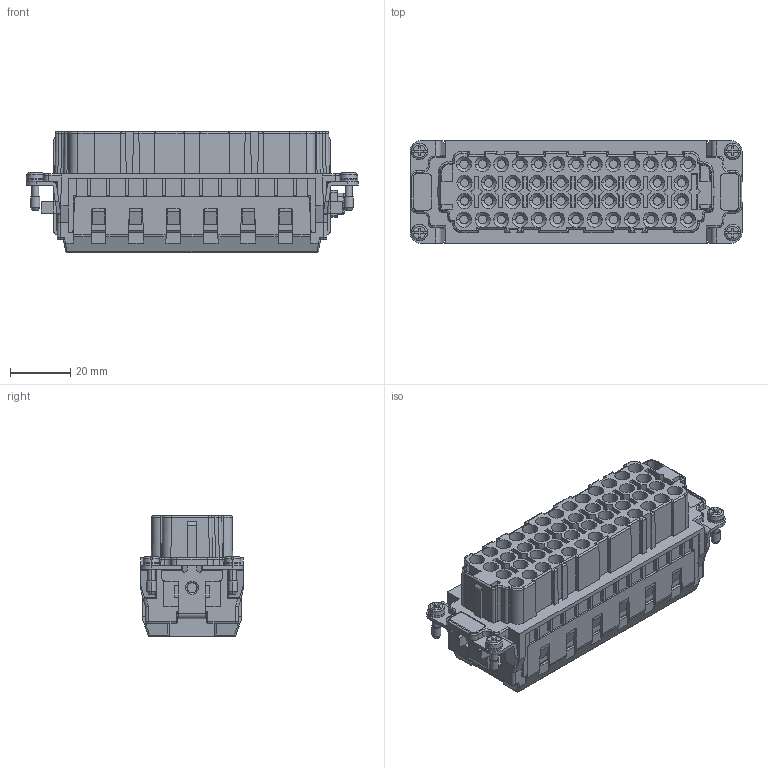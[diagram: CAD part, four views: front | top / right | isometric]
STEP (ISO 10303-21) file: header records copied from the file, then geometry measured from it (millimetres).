
FILE_DESCRIPTION(('Creo Elements/Direct Modeling STEP Export'),'2;1');
FILE_NAME('37jbk2e5pq6q66c2256','2023-03-20T13:40:49',(''),(''),'Creo Elements/Direct Modeling STEP processor for AP214 (Solid Model)','Creo Elements/Direct Modeling 20.1B 02-Apr-2019 (C) Parametric Technology GmbH','');
FILE_SCHEMA(('AUTOMOTIVE_DESIGN { 1 0 10303 214 1 1 1 1 }'));
Products named in the file (2): CQEYF 46
Assembly tree (1 placements, depth 2):
  CQEYF 46
    CQEYF 46
Bounding box: 110.2 x 34 x 40 mm (x, y, z)
Volume: 88737.8 mm3; surface area: 47056.2 mm2
Topology: 1 solids, 1 shells, 4248 faces, 11047 edges, 6811 vertices
Faces by surface type: plane 2024, cylinder 1648, torus 346, cone 110, sphere 104, bspline 16
Entity records: 162952 total; most frequent: CARTESIAN_POINT 25837, ORIENTED_EDGE 21886, DIRECTION 21524, EDGE_CURVE 10943, AXIS2_PLACEMENT_3D 7334, VECTOR 6856, LINE 6856, VERTEX_POINT 6811
